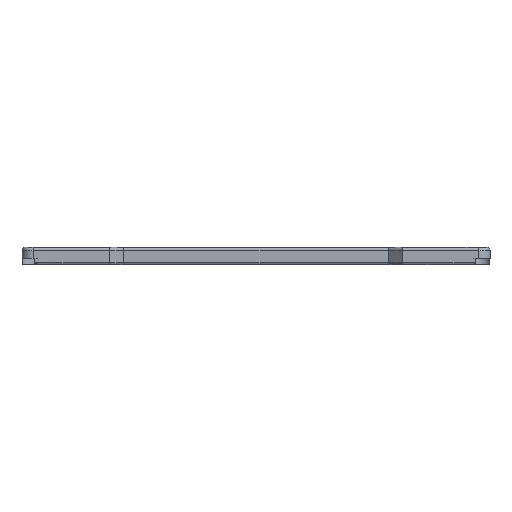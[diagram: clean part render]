
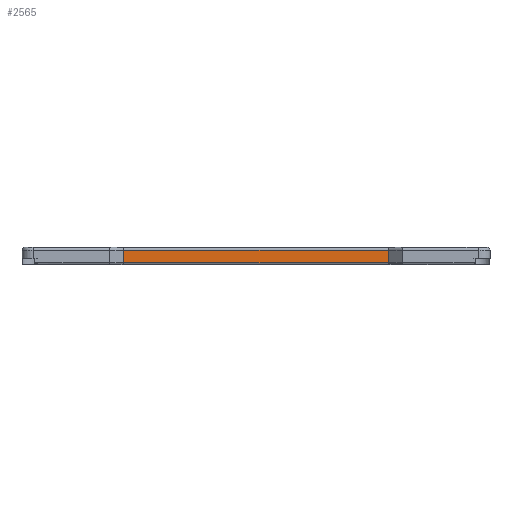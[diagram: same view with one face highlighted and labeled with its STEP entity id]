
A CAD part, top view. The second image highlights one B-rep face of the part: STEP entity #2565.
In plain terms, the highlighted planar face has unit normal (0, 0, 1).
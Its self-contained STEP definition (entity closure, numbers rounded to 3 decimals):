
#749 = VERTEX_POINT('',#750);
#750 = CARTESIAN_POINT('',(20.226,0.2,62.5));
#799 = EDGE_CURVE('',#749,#800,#802,.T.);
#800 = VERTEX_POINT('',#801);
#801 = CARTESIAN_POINT('',(67.774,0.2,62.5));
#802 = LINE('',#803,#804);
#803 = CARTESIAN_POINT('',(20.226,0.2,62.5));
#804 = VECTOR('',#805,1.);
#805 = DIRECTION('',(1.,0.,0.));
#2545 = EDGE_CURVE('',#749,#2546,#2548,.T.);
#2546 = VERTEX_POINT('',#2547);
#2547 = CARTESIAN_POINT('',(20.226,2.5,62.5));
#2548 = LINE('',#2549,#2550);
#2549 = CARTESIAN_POINT('',(20.226,0.,62.5));
#2550 = VECTOR('',#2551,1.);
#2551 = DIRECTION('',(0.,1.,0.));
#2565 = ADVANCED_FACE('',(#2566),#2584,.F.);
#2566 = FACE_BOUND('',#2567,.F.);
#2567 = EDGE_LOOP('',(#2568,#2569,#2577,#2583));
#2568 = ORIENTED_EDGE('',*,*,#2545,.T.);
#2569 = ORIENTED_EDGE('',*,*,#2570,.T.);
#2570 = EDGE_CURVE('',#2546,#2571,#2573,.T.);
#2571 = VERTEX_POINT('',#2572);
#2572 = CARTESIAN_POINT('',(67.774,2.5,62.5));
#2573 = LINE('',#2574,#2575);
#2574 = CARTESIAN_POINT('',(20.226,2.5,62.5));
#2575 = VECTOR('',#2576,1.);
#2576 = DIRECTION('',(1.,0.,0.));
#2577 = ORIENTED_EDGE('',*,*,#2578,.F.);
#2578 = EDGE_CURVE('',#800,#2571,#2579,.T.);
#2579 = LINE('',#2580,#2581);
#2580 = CARTESIAN_POINT('',(67.774,0.,62.5));
#2581 = VECTOR('',#2582,1.);
#2582 = DIRECTION('',(0.,1.,0.));
#2583 = ORIENTED_EDGE('',*,*,#799,.F.);
#2584 = PLANE('',#2585);
#2585 = AXIS2_PLACEMENT_3D('',#2586,#2587,#2588);
#2586 = CARTESIAN_POINT('',(20.226,0.,62.5));
#2587 = DIRECTION('',(0.,0.,-1.));
#2588 = DIRECTION('',(1.,0.,0.));
